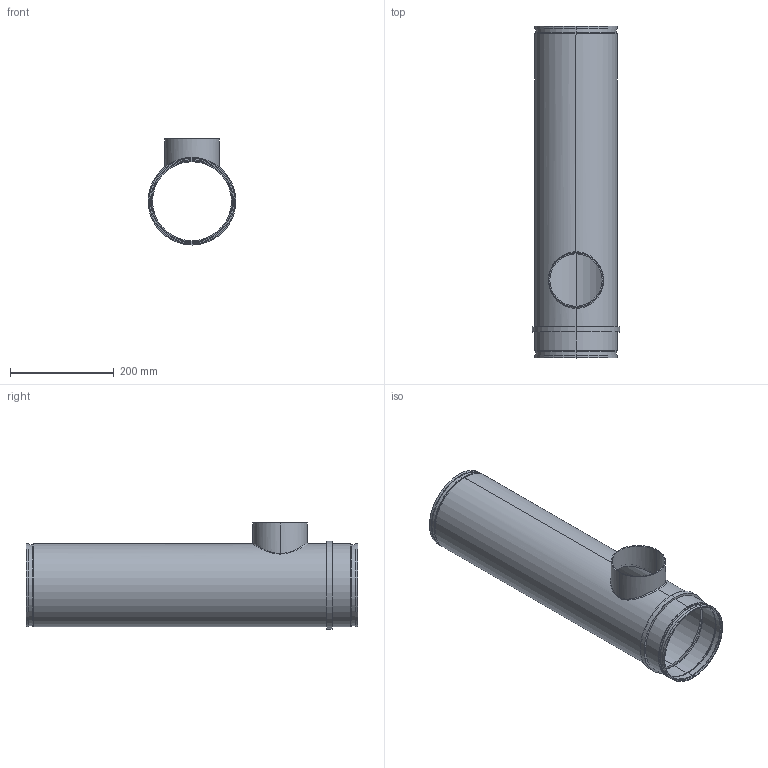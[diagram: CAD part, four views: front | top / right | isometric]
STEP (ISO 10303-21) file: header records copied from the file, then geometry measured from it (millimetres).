
FILE_DESCRIPTION (( 'STEP AP214' ), '1' );
FILE_NAME ('BA_-_BA 160-100-1.step', '2009-07-15T21:07:29', ( 'Wolfgang Schmidt' ), ( 'WS-KO' ), 'SwSTEP 2.0', 'SolidWorks 2008', '' );
FILE_SCHEMA (( 'AUTOMOTIVE_DESIGN' ));
Length unit declared in the file: millimetre
Products named in the file (1): BA_-_BA 160-100-1
Bounding box: 169 x 640 x 204.5 mm (x, y, z)
Volume: 667227.7 mm3; surface area: 669550.8 mm2
Topology: 1 solids, 1 shells, 61 faces, 132 edges, 88 vertices
Faces by surface type: cylinder 40, plane 19, bspline 2
Entity records: 2608 total; most frequent: CARTESIAN_POINT 1187, DIRECTION 318, ORIENTED_EDGE 264, AXIS2_PLACEMENT_3D 138, EDGE_CURVE 132, VERTEX_POINT 88, EDGE_LOOP 80, CIRCLE 78
